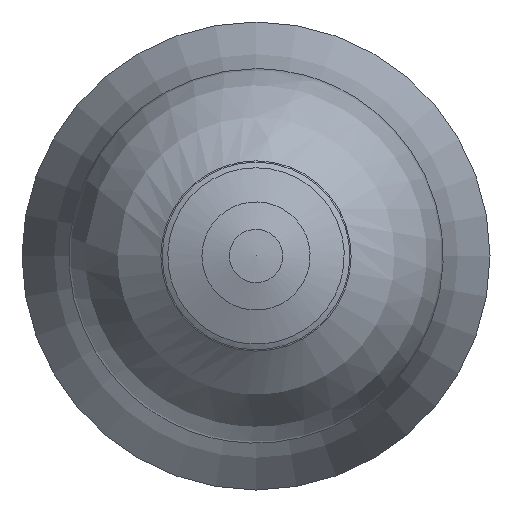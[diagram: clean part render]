
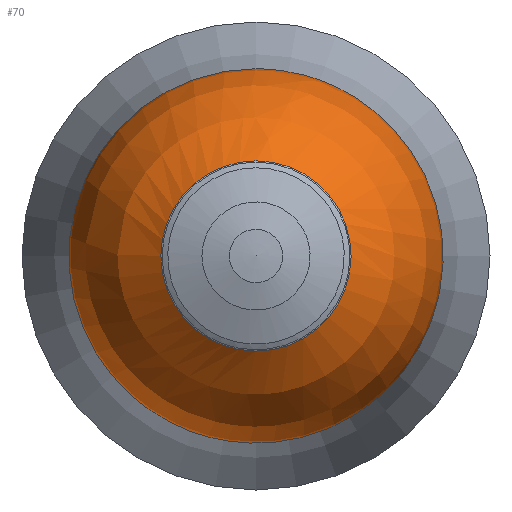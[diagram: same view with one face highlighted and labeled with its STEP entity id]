
A CAD part, left-side view. The second image highlights one B-rep face of the part: STEP entity #70.
In plain terms, the highlighted face is a revolution surface.
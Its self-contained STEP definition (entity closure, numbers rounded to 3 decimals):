
#70=ADVANCED_FACE('',(#119,#120),#87,.F.);
#87=SURFACE_OF_REVOLUTION('',#101,#94);
#94=AXIS1_PLACEMENT('',#339,#268);
#101=B_SPLINE_CURVE_WITH_KNOTS('',3,(#332,#333,#334,#335,#336,#337,#338),
 .UNSPECIFIED.,.F.,.F.,(4,1,1,1,4),(0.,0.25,0.5,0.75,1.),.UNSPECIFIED.);
#106=CIRCLE('',#241,2.032);
#119=FACE_BOUND('',#147,.T.);
#120=FACE_BOUND('',#148,.T.);
#147=EDGE_LOOP('',(#177));
#148=EDGE_LOOP('',(#178));
#177=ORIENTED_EDGE('',*,*,#223,.T.);
#178=ORIENTED_EDGE('',*,*,#224,.F.);
#207=VERTEX_POINT('',#329);
#208=VERTEX_POINT('',#331);
#223=EDGE_CURVE('',#207,#207,#238,.T.);
#224=EDGE_CURVE('',#208,#208,#106,.T.);
#238=(
BOUNDED_CURVE()
B_SPLINE_CURVE(3,(#322,#323,#324,#325,#326,#327,#328),.UNSPECIFIED.,.T.,
 .F.)
B_SPLINE_CURVE_WITH_KNOTS((1,3,3,3,1),(-0.5,0.,0.5,1.,1.5),
 .UNSPECIFIED.)
CURVE()
GEOMETRIC_REPRESENTATION_ITEM()
RATIONAL_B_SPLINE_CURVE((1.,0.333,0.333,1.,0.333,
0.333,1.))
REPRESENTATION_ITEM('')
);
#241=AXIS2_PLACEMENT_3D('',#330,#266,#267);
#266=DIRECTION('',(-1.,0.,0.));
#267=DIRECTION('',(0.,0.,1.));
#268=DIRECTION('',(-1.,0.,0.));
#322=CARTESIAN_POINT('',(-26.,0.,4.));
#323=CARTESIAN_POINT('',(-26.,8.,4.));
#324=CARTESIAN_POINT('',(-26.,8.,-4.));
#325=CARTESIAN_POINT('',(-26.,0.,-4.));
#326=CARTESIAN_POINT('',(-26.,-8.,-4.));
#327=CARTESIAN_POINT('',(-26.,-8.,4.));
#328=CARTESIAN_POINT('',(-26.,0.,4.));
#329=CARTESIAN_POINT('',(-25.999,0.,4.003));
#330=CARTESIAN_POINT('',(-29.445,0.,0.));
#331=CARTESIAN_POINT('',(-29.445,0.,2.032));
#332=CARTESIAN_POINT('',(-29.446,-1.767,1.));
#333=CARTESIAN_POINT('',(-29.285,-2.082,1.));
#334=CARTESIAN_POINT('',(-28.875,-2.667,1.));
#335=CARTESIAN_POINT('',(-28.045,-3.346,1.));
#336=CARTESIAN_POINT('',(-27.062,-3.775,1.));
#337=CARTESIAN_POINT('',(-26.354,-3.873,1.));
#338=CARTESIAN_POINT('',(-26.,-3.873,1.));
#339=CARTESIAN_POINT('',(-26.,0.,0.));
